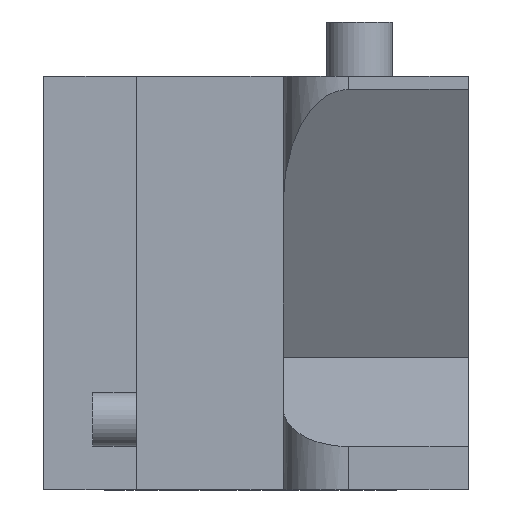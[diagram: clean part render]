
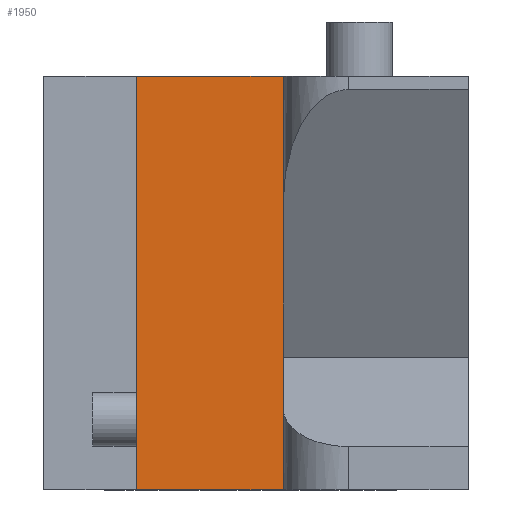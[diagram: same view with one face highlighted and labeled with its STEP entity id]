
A CAD part, left-side view. The second image highlights one B-rep face of the part: STEP entity #1950.
In plain terms, the highlighted planar face has unit normal (-1, 0, 0).
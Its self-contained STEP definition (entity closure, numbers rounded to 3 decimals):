
#116=CARTESIAN_POINT('',(-26.5,-1.5,0.0));
#117=VERTEX_POINT('',#116);
#124=CARTESIAN_POINT('',(-26.5,-1.5,-19.0));
#125=VERTEX_POINT('',#124);
#126=CARTESIAN_POINT('',(-26.5,-1.5,0.0));
#127=DIRECTION('',(0.0,0.0,-1.0));
#128=VECTOR('',#127,19.0);
#129=LINE('',#126,#128);
#130=EDGE_CURVE('',#117,#125,#129,.T.);
#1897=CARTESIAN_POINT('',(-26.5,5.25,-19.0));
#1898=VERTEX_POINT('',#1897);
#1905=CARTESIAN_POINT('',(-26.5,5.25,0.0));
#1906=VERTEX_POINT('',#1905);
#1907=CARTESIAN_POINT('',(-26.5,5.25,0.0));
#1908=DIRECTION('',(0.0,0.0,-1.0));
#1909=VECTOR('',#1908,19.0);
#1910=LINE('',#1907,#1909);
#1911=EDGE_CURVE('',#1906,#1898,#1910,.T.);
#1929=CARTESIAN_POINT('',(-26.5,5.25,0.0));
#1930=DIRECTION('',(-1.0,0.0,0.0));
#1931=DIRECTION('',(0.0,0.0,1.0));
#1932=AXIS2_PLACEMENT_3D('',#1929,#1930,#1931);
#1933=PLANE('',#1932);
#1934=CARTESIAN_POINT('',(-26.5,5.25,-19.0));
#1935=DIRECTION('',(0.0,-1.0,0.0));
#1936=VECTOR('',#1935,6.75);
#1937=LINE('',#1934,#1936);
#1938=EDGE_CURVE('',#1898,#125,#1937,.T.);
#1939=ORIENTED_EDGE('',*,*,#1938,.T.);
#1940=ORIENTED_EDGE('',*,*,#130,.F.);
#1941=CARTESIAN_POINT('',(-26.5,5.25,0.0));
#1942=DIRECTION('',(0.0,-1.0,0.0));
#1943=VECTOR('',#1942,6.75);
#1944=LINE('',#1941,#1943);
#1945=EDGE_CURVE('',#1906,#117,#1944,.T.);
#1946=ORIENTED_EDGE('',*,*,#1945,.F.);
#1947=ORIENTED_EDGE('',*,*,#1911,.T.);
#1948=EDGE_LOOP('',(#1939,#1940,#1946,#1947));
#1949=FACE_OUTER_BOUND('',#1948,.T.);
#1950=ADVANCED_FACE('',(#1949),#1933,.T.);
